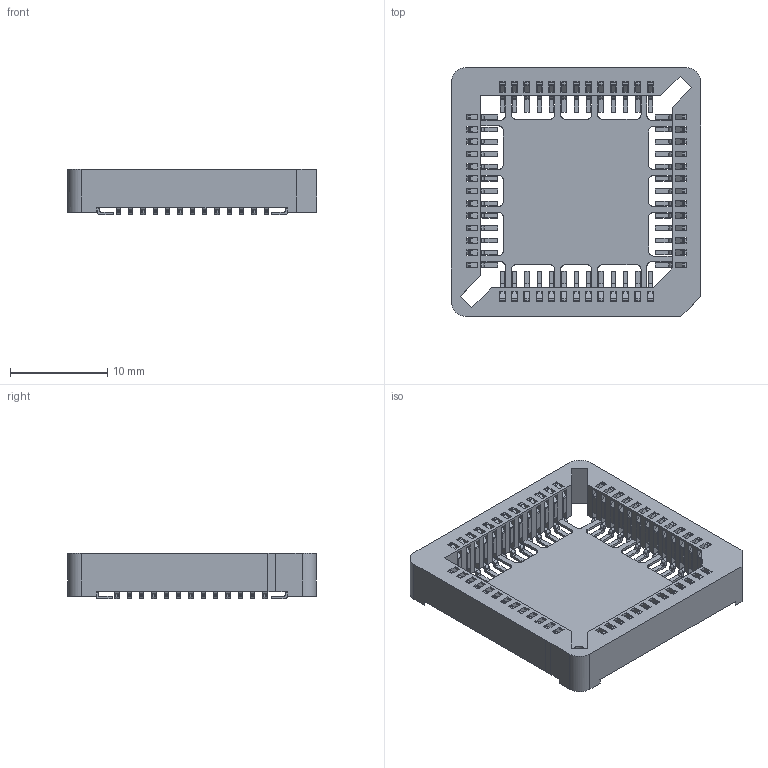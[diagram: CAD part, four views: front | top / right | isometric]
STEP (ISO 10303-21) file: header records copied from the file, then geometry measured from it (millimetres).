
FILE_DESCRIPTION(/* description */ (''),/* implementation_level */ '2;1');
FILE_NAME(/* name */ '8452-21b1-01',/* time_stamp */ '2006-03-08T14:52:52-06:00',/* author */ (''),/* organization */ (''),/* preprocessor_version */ 'ST-DEVELOPER v9',/* originating_system */ 'UGS - NX 3.0',/* authorisation */ '');
FILE_SCHEMA (('CONFIG_CONTROL_DESIGN'));
Products named in the file (1): a0p79987tb4p
Bounding box: 25.65 x 25.63 x 4.65 mm (x, y, z)
Volume: 972.9 mm3; surface area: 2937.4 mm2
Topology: 1 solids, 1 shells, 1666 faces, 5197 edges, 3464 vertices
Faces by surface type: plane 1167, cylinder 499
Entity records: 62062 total; most frequent: CARTESIAN_POINT 25919, ORIENTED_EDGE 10394, EDGE_CURVE 5197, B_SPLINE_CURVE_WITH_KNOTS 5197, VERTEX_POINT 3464, DIRECTION 3334, EDGE_LOOP 1733, AXIS2_PLACEMENT_3D 1667
